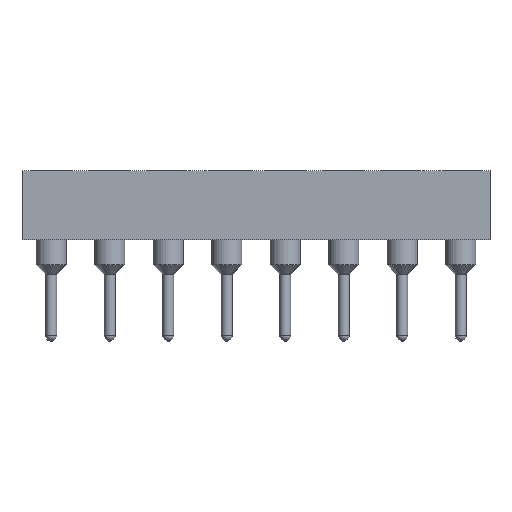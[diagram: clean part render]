
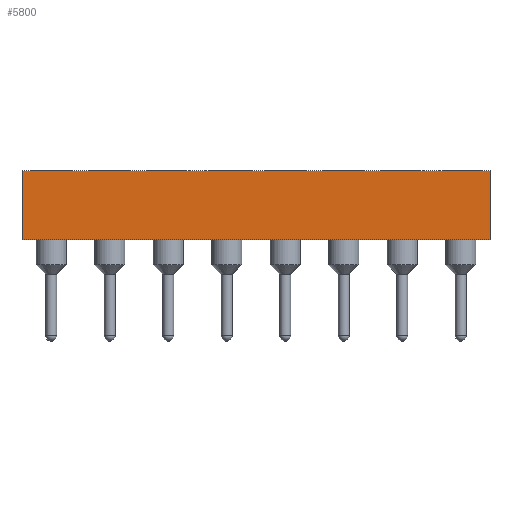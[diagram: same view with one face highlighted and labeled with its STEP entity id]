
A CAD part, front view. The second image highlights one B-rep face of the part: STEP entity #5800.
In plain terms, the highlighted planar face has unit normal (0, -1, 0).
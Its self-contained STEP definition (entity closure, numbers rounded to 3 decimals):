
#5800=ADVANCED_FACE('',(#10875),#10877,.T.);
#10875=FACE_BOUND('',#10876,.T.);
#10876=EDGE_LOOP('',(#13659,#13660,#13661,#13662));
#10877=PLANE('',#10878);
#10878=AXIS2_PLACEMENT_3D('',#10879,#10880,#10881);
#10879=CARTESIAN_POINT('',(1.27,-1.27,1.5));
#10880=DIRECTION('',(0.,-1.,0.));
#10881=DIRECTION('',(0.,0.,1.));
#13659=ORIENTED_EDGE('',*,*,#14933,.F.);
#13660=ORIENTED_EDGE('',*,*,#14894,.F.);
#13661=ORIENTED_EDGE('',*,*,#14927,.T.);
#13662=ORIENTED_EDGE('',*,*,#14948,.T.);
#14894=EDGE_CURVE('',#16826,#16828,#16829,.T.);
#14927=EDGE_CURVE('',#16826,#16891,#16893,.T.);
#14933=EDGE_CURVE('',#16828,#16895,#16903,.T.);
#14948=EDGE_CURVE('',#16891,#16895,#16922,.T.);
#16826=VERTEX_POINT('',#23956);
#16828=VERTEX_POINT('',#23960);
#16829=LINE('',#23961,#23962);
#16891=VERTEX_POINT('',#24104);
#16893=LINE('',#24108,#24109);
#16895=VERTEX_POINT('',#24114);
#16903=LINE('',#24130,#24131);
#16922=LINE('',#24180,#24181);
#23956=CARTESIAN_POINT('',(19.05,-1.27,1.5));
#23960=CARTESIAN_POINT('',(-1.27,-1.27,1.5));
#23961=CARTESIAN_POINT('',(19.05,-1.27,1.5));
#23962=VECTOR('',#23963,1.);
#23963=DIRECTION('',(-1.,0.,0.));
#24104=CARTESIAN_POINT('',(19.05,-1.27,4.5));
#24108=CARTESIAN_POINT('',(19.05,-1.27,1.5));
#24109=VECTOR('',#24110,1.);
#24110=DIRECTION('',(0.,0.,1.));
#24114=CARTESIAN_POINT('',(-1.27,-1.27,4.5));
#24130=CARTESIAN_POINT('',(-1.27,-1.27,1.5));
#24131=VECTOR('',#24132,1.);
#24132=DIRECTION('',(0.,0.,1.));
#24180=CARTESIAN_POINT('',(19.05,-1.27,4.5));
#24181=VECTOR('',#24182,1.);
#24182=DIRECTION('',(-1.,0.,0.));
